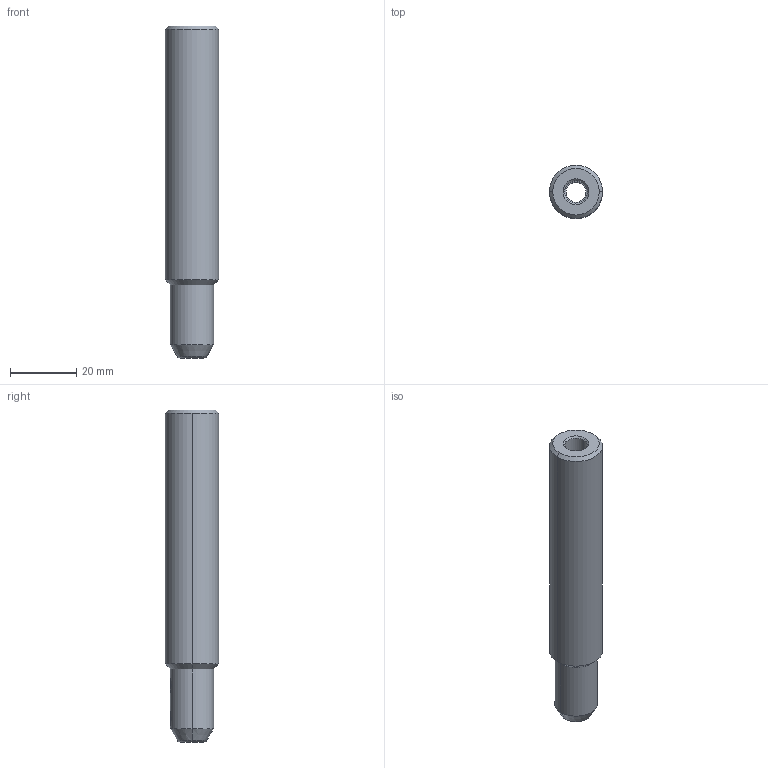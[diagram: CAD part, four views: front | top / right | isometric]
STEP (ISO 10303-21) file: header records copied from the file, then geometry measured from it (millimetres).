
FILE_DESCRIPTION(('no description'),'unknown implementation level');
FILE_NAME('79EBCA7B-2FEB-471F-92DF-C5907751A326_export.stp',' ',('CIMSOURCE GmbH'),('CADClick - KiM GmbH - www.kimweb.de'),'unknown preprocess','ACIS','unknown authorization');
FILE_SCHEMA(('automotive_design'));
Length unit declared in the file: millimetre
Products named in the file (3): 613.426 Kaiser RB 16_6 X 100|690.459 Kaiser ETL M4 X 3,5D_Standard;NONE; 613.426 Kaiser RB 16_6 X 100|613.426 Kaiser RB 16_6 X 100_Standard;NONE
Bounding box: 16 x 16 x 100 mm (x, y, z)
Volume: 14926.2 mm3; surface area: 7224.8 mm2
Topology: 3 solids, 3 shells, 76 faces, 164 edges, 92 vertices
Faces by surface type: plane 30, cone 28, cylinder 16, torus 2
Entity records: 4163 total; most frequent: CARTESIAN_POINT 556, DIRECTION 376, STYLED_ITEM 331, PRESENTATION_STYLE_ASSIGNMENT 331, COLOUR_RGB 331, ORIENTED_EDGE 320, EDGE_CURVE 160, CURVE_STYLE 160
